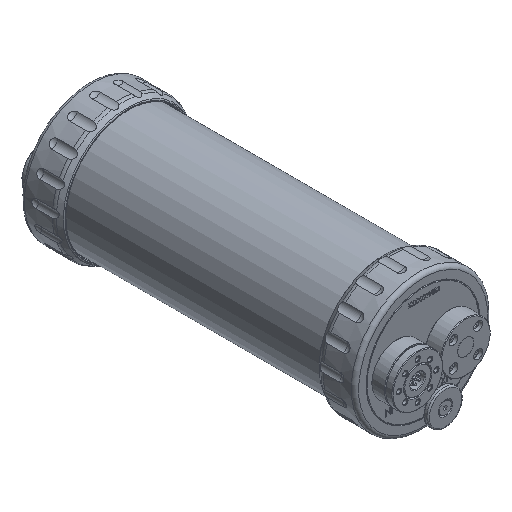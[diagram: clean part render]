
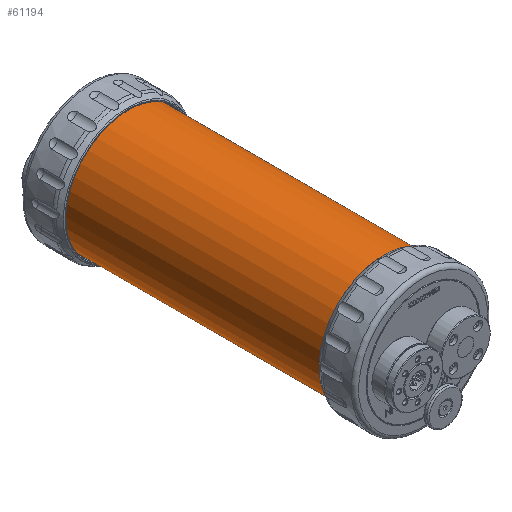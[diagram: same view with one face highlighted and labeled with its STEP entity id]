
A CAD part, isometric view. The second image highlights one B-rep face of the part: STEP entity #61194.
In plain terms, the highlighted cylindrical face has radius 49.5 mm (diameter 99 mm), a full revolution.
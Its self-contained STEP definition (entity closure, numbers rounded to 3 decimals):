
#353 = DIRECTION ( 'NONE',  ( 0., 1., 0. ) ) ;
#2008 = CIRCLE ( 'NONE', #9065, 49.5 ) ;
#9065 = AXIS2_PLACEMENT_3D ( 'NONE', #39970, #353, #46617 ) ;
#15577 = ORIENTED_EDGE ( 'NONE', *, *, #82390, .T. ) ;
#25335 = VERTEX_POINT ( 'NONE', #51519 ) ;
#31864 = CARTESIAN_POINT ( 'NONE',  ( 0., 116., 0. ) ) ;
#36872 = FACE_OUTER_BOUND ( 'NONE', #66046, .T. ) ;
#38508 = DIRECTION ( 'NONE',  ( 0., 0., 1. ) ) ;
#39970 = CARTESIAN_POINT ( 'NONE',  ( 0., -116., 0. ) ) ;
#40630 = DIRECTION ( 'NONE',  ( 0., -1., 0. ) ) ;
#40918 = CARTESIAN_POINT ( 'NONE',  ( 0., 117., 0. ) ) ;
#42083 = CARTESIAN_POINT ( 'NONE',  ( 0., 116., 49.5 ) ) ;
#46617 = DIRECTION ( 'NONE',  ( 0., 0., 1. ) ) ;
#49098 = EDGE_CURVE ( 'NONE', #79333, #79333, #53420, .T. ) ;
#51519 = CARTESIAN_POINT ( 'NONE',  ( 0., -116., 49.5 ) ) ;
#53420 = CIRCLE ( 'NONE', #70098, 49.5 ) ;
#54520 = FACE_OUTER_BOUND ( 'NONE', #83012, .T. ) ;
#59692 = ORIENTED_EDGE ( 'NONE', *, *, #49098, .T. ) ;
#61194 = ADVANCED_FACE ( 'NONE', ( #54520, #36872 ), #81488, .T. ) ;
#66046 = EDGE_LOOP ( 'NONE', ( #15577 ) ) ;
#67863 = DIRECTION ( 'NONE',  ( 0., 0., -1. ) ) ;
#68636 = AXIS2_PLACEMENT_3D ( 'NONE', #40918, #40630, #67863 ) ;
#70098 = AXIS2_PLACEMENT_3D ( 'NONE', #31864, #78255, #38508 ) ;
#78255 = DIRECTION ( 'NONE',  ( 0., -1., 0. ) ) ;
#79333 = VERTEX_POINT ( 'NONE', #42083 ) ;
#81488 = CYLINDRICAL_SURFACE ( 'NONE', #68636, 49.5 ) ;
#82390 = EDGE_CURVE ( 'NONE', #25335, #25335, #2008, .T. ) ;
#83012 = EDGE_LOOP ( 'NONE', ( #59692 ) ) ;
